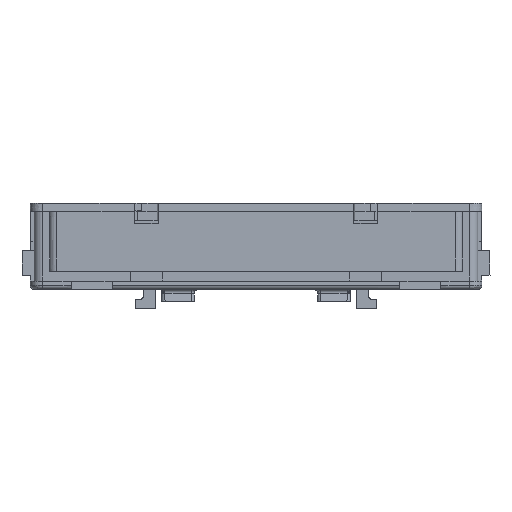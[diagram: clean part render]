
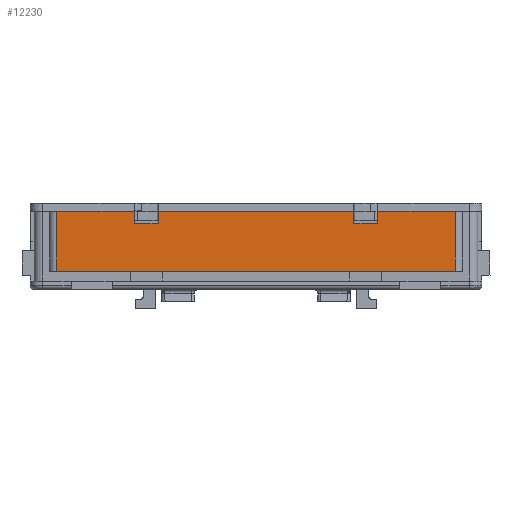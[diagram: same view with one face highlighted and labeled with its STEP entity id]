
A CAD part, front view. The second image highlights one B-rep face of the part: STEP entity #12230.
In plain terms, the highlighted planar face has unit normal (0, -1, -0.009).
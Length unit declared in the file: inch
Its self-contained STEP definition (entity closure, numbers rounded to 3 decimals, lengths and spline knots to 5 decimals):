
#297 = ORIENTED_EDGE ( 'NONE', *, *, #301, .F. ) ;
#301 = EDGE_CURVE ( 'NONE', #3764, #1257, #10418, .T. ) ;
#548 = ORIENTED_EDGE ( 'NONE', *, *, #2625, .T. ) ;
#614 = EDGE_CURVE ( 'NONE', #8554, #9857, #1514, .T. ) ;
#676 = VECTOR ( 'NONE', #11630, 39.37008 ) ;
#996 = VECTOR ( 'NONE', #2040, 39.37008 ) ;
#1121 = LINE ( 'NONE', #2157, #11717 ) ;
#1190 = ORIENTED_EDGE ( 'NONE', *, *, #1750, .T. ) ;
#1257 = VERTEX_POINT ( 'NONE', #6360 ) ;
#1404 = CARTESIAN_POINT ( 'NONE',  ( 0.46856, -0.80692, 0.31502 ) ) ;
#1431 = VECTOR ( 'NONE', #11032, 39.37008 ) ;
#1514 = LINE ( 'NONE', #3721, #4186 ) ;
#1750 = EDGE_CURVE ( 'NONE', #3764, #5923, #2478, .T. ) ;
#1971 = CARTESIAN_POINT ( 'NONE',  ( 0.95605, -0.80492, 0.08661 ) ) ;
#2036 = DIRECTION ( 'NONE',  ( 1., 0., 0. ) ) ;
#2040 = DIRECTION ( 'NONE',  ( 0., -0.009, 1. ) ) ;
#2074 = CARTESIAN_POINT ( 'NONE',  ( 0.58302, -0.80743, 0.37402 ) ) ;
#2099 = ORIENTED_EDGE ( 'NONE', *, *, #7512, .F. ) ;
#2128 = VERTEX_POINT ( 'NONE', #7636 ) ;
#2157 = CARTESIAN_POINT ( 'NONE',  ( 0.95605, -0.80743, 0.37402 ) ) ;
#2283 = DIRECTION ( 'NONE',  ( 1., 0., 0. ) ) ;
#2478 = LINE ( 'NONE', #4551, #676 ) ;
#2543 = EDGE_CURVE ( 'NONE', #4571, #9857, #7685, .T. ) ;
#2617 = DIRECTION ( 'NONE',  ( 0., 0.009, -1. ) ) ;
#2625 = EDGE_CURVE ( 'NONE', #7863, #2128, #5750, .T. ) ;
#2950 = EDGE_LOOP ( 'NONE', ( #6482, #2099, #10393, #548, #5402, #297, #1190, #7725, #6339, #7111, #8833, #10288 ) ) ;
#2967 = VECTOR ( 'NONE', #2283, 39.37008 ) ;
#3304 = VECTOR ( 'NONE', #11504, 39.37008 ) ;
#3369 = CARTESIAN_POINT ( 'NONE',  ( -0.46856, -0.80692, 0.31502 ) ) ;
#3513 = VERTEX_POINT ( 'NONE', #11036 ) ;
#3638 = VECTOR ( 'NONE', #11971, 39.37008 ) ;
#3720 = EDGE_CURVE ( 'NONE', #5923, #4072, #7195, .T. ) ;
#3721 = CARTESIAN_POINT ( 'NONE',  ( 0.95605, -0.80692, 0.31502 ) ) ;
#3725 = PLANE ( 'NONE',  #9841 ) ;
#3755 = VECTOR ( 'NONE', #5342, 39.37008 ) ;
#3764 = VERTEX_POINT ( 'NONE', #10699 ) ;
#4072 = VERTEX_POINT ( 'NONE', #12787 ) ;
#4110 = VERTEX_POINT ( 'NONE', #2074 ) ;
#4186 = VECTOR ( 'NONE', #5718, 39.37008 ) ;
#4551 = CARTESIAN_POINT ( 'NONE',  ( -0.95605, -0.80743, 0.37402 ) ) ;
#4571 = VERTEX_POINT ( 'NONE', #10777 ) ;
#4622 = DIRECTION ( 'NONE',  ( 0., -1., -0.009 ) ) ;
#4714 = DIRECTION ( 'NONE',  ( -1., 0., 0. ) ) ;
#4748 = LINE ( 'NONE', #5986, #3638 ) ;
#5136 = LINE ( 'NONE', #11452, #996 ) ;
#5342 = DIRECTION ( 'NONE',  ( 1., 0., 0. ) ) ;
#5402 = ORIENTED_EDGE ( 'NONE', *, *, #8238, .F. ) ;
#5602 = VERTEX_POINT ( 'NONE', #10333 ) ;
#5718 = DIRECTION ( 'NONE',  ( -1., 0., 0. ) ) ;
#5750 = LINE ( 'NONE', #6648, #11681 ) ;
#5923 = VERTEX_POINT ( 'NONE', #7199 ) ;
#5986 = CARTESIAN_POINT ( 'NONE',  ( 0.58301, -0.80692, 0.31502 ) ) ;
#6339 = ORIENTED_EDGE ( 'NONE', *, *, #6364, .T. ) ;
#6360 = CARTESIAN_POINT ( 'NONE',  ( -0.58302, -0.80743, 0.37402 ) ) ;
#6364 = EDGE_CURVE ( 'NONE', #4072, #5602, #1121, .T. ) ;
#6482 = ORIENTED_EDGE ( 'NONE', *, *, #2543, .F. ) ;
#6648 = CARTESIAN_POINT ( 'NONE',  ( 0.95605, -0.80692, 0.31502 ) ) ;
#7111 = ORIENTED_EDGE ( 'NONE', *, *, #9567, .F. ) ;
#7194 = LINE ( 'NONE', #7256, #8020 ) ;
#7195 = LINE ( 'NONE', #1971, #3755 ) ;
#7199 = CARTESIAN_POINT ( 'NONE',  ( -0.95605, -0.80492, 0.08661 ) ) ;
#7256 = CARTESIAN_POINT ( 'NONE',  ( 1.02362, -0.80743, 0.37402 ) ) ;
#7451 = DIRECTION ( 'NONE',  ( 0., -0.009, 1. ) ) ;
#7512 = EDGE_CURVE ( 'NONE', #3513, #4571, #12661, .T. ) ;
#7552 = CARTESIAN_POINT ( 'NONE',  ( 0.46856, -0.80743, 0.37402 ) ) ;
#7636 = CARTESIAN_POINT ( 'NONE',  ( -0.58301, -0.80692, 0.31502 ) ) ;
#7685 = LINE ( 'NONE', #7552, #10800 ) ;
#7725 = ORIENTED_EDGE ( 'NONE', *, *, #3720, .T. ) ;
#7863 = VERTEX_POINT ( 'NONE', #3369 ) ;
#8020 = VECTOR ( 'NONE', #2036, 39.37008 ) ;
#8238 = EDGE_CURVE ( 'NONE', #1257, #2128, #8912, .T. ) ;
#8554 = VERTEX_POINT ( 'NONE', #9839 ) ;
#8756 = EDGE_CURVE ( 'NONE', #8554, #4110, #4748, .T. ) ;
#8833 = ORIENTED_EDGE ( 'NONE', *, *, #8756, .F. ) ;
#8838 = CARTESIAN_POINT ( 'NONE',  ( -0.58302, -0.80743, 0.37402 ) ) ;
#8912 = LINE ( 'NONE', #8838, #1431 ) ;
#9567 = EDGE_CURVE ( 'NONE', #4110, #5602, #7194, .T. ) ;
#9839 = CARTESIAN_POINT ( 'NONE',  ( 0.58301, -0.80692, 0.31502 ) ) ;
#9841 = AXIS2_PLACEMENT_3D ( 'NONE', #9917, #4622, #2617 ) ;
#9848 = FACE_OUTER_BOUND ( 'NONE', #2950, .T. ) ;
#9857 = VERTEX_POINT ( 'NONE', #1404 ) ;
#9917 = CARTESIAN_POINT ( 'NONE',  ( 0.95605, -0.80743, 0.37402 ) ) ;
#10288 = ORIENTED_EDGE ( 'NONE', *, *, #614, .T. ) ;
#10333 = CARTESIAN_POINT ( 'NONE',  ( 0.95605, -0.80743, 0.37402 ) ) ;
#10393 = ORIENTED_EDGE ( 'NONE', *, *, #10460, .F. ) ;
#10418 = LINE ( 'NONE', #12256, #3304 ) ;
#10460 = EDGE_CURVE ( 'NONE', #7863, #3513, #5136, .T. ) ;
#10699 = CARTESIAN_POINT ( 'NONE',  ( -0.95605, -0.80743, 0.37402 ) ) ;
#10777 = CARTESIAN_POINT ( 'NONE',  ( 0.46856, -0.80743, 0.37402 ) ) ;
#10800 = VECTOR ( 'NONE', #11737, 39.37008 ) ;
#11032 = DIRECTION ( 'NONE',  ( 0., 0.009, -1. ) ) ;
#11036 = CARTESIAN_POINT ( 'NONE',  ( -0.46856, -0.80743, 0.37402 ) ) ;
#11452 = CARTESIAN_POINT ( 'NONE',  ( -0.46856, -0.80692, 0.31502 ) ) ;
#11504 = DIRECTION ( 'NONE',  ( 1., 0., 0. ) ) ;
#11630 = DIRECTION ( 'NONE',  ( 0., 0.009, -1. ) ) ;
#11681 = VECTOR ( 'NONE', #4714, 39.37008 ) ;
#11697 = CARTESIAN_POINT ( 'NONE',  ( 1.02362, -0.80743, 0.37402 ) ) ;
#11717 = VECTOR ( 'NONE', #7451, 39.37008 ) ;
#11737 = DIRECTION ( 'NONE',  ( 0., 0.009, -1. ) ) ;
#11971 = DIRECTION ( 'NONE',  ( 0., -0.009, 1. ) ) ;
#12230 = ADVANCED_FACE ( 'Defeature ausgef�hrt1_144', ( #9848 ), #3725, .T. ) ;
#12256 = CARTESIAN_POINT ( 'NONE',  ( 1.02362, -0.80743, 0.37402 ) ) ;
#12661 = LINE ( 'NONE', #11697, #2967 ) ;
#12787 = CARTESIAN_POINT ( 'NONE',  ( 0.95605, -0.80492, 0.08661 ) ) ;
